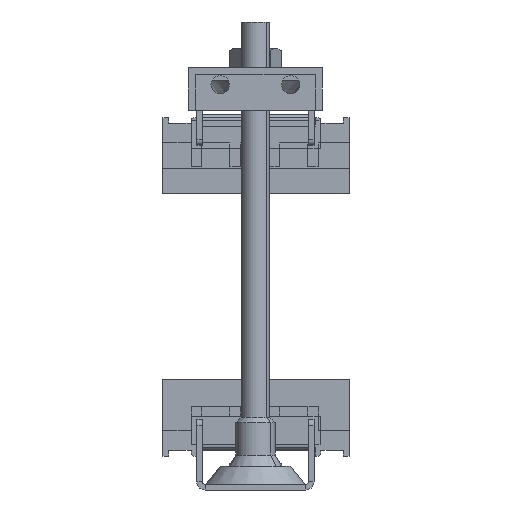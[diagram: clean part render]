
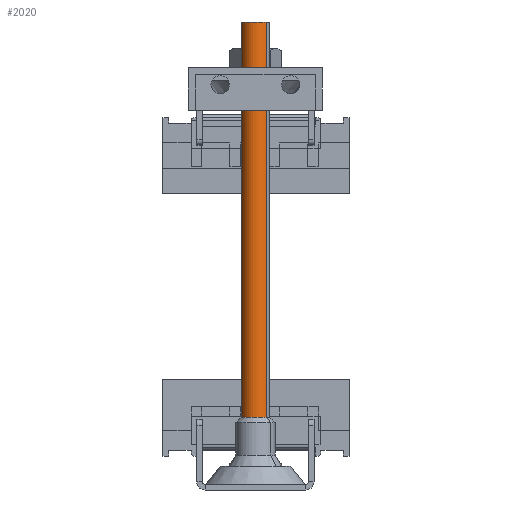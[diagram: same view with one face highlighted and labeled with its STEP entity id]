
A CAD part, front view. The second image highlights one B-rep face of the part: STEP entity #2020.
In plain terms, the highlighted cylindrical face has radius 5 mm (diameter 10 mm), a partial arc.
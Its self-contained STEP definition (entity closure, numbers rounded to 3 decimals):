
#2020=ADVANCED_FACE('',(#5615),#5616,.T.);
#5615=FACE_OUTER_BOUND('',#9225,.T.);
#5616=CYLINDRICAL_SURFACE('',#9226,5.);
#9225=EDGE_LOOP('',(#23879,#23880,#23881,#23882));
#9226=AXIS2_PLACEMENT_3D('',#23883,#23884,#23885);
#23879=ORIENTED_EDGE('',*,*,#28696,.T.);
#23880=ORIENTED_EDGE('',*,*,#28699,.T.);
#23881=ORIENTED_EDGE('',*,*,#28700,.F.);
#23882=ORIENTED_EDGE('',*,*,#28701,.F.);
#23883=CARTESIAN_POINT('',(24.837,-315.262,31.249));
#23884=DIRECTION('',(0.,0.,-1.0));
#23885=DIRECTION('',(-0.781,0.624,0.));
#28696=EDGE_CURVE('',#36520,#36521,#36522,.T.);
#28699=EDGE_CURVE('',#36521,#36525,#36526,.T.);
#28700=EDGE_CURVE('',#36527,#36525,#36528,.T.);
#28701=EDGE_CURVE('',#36520,#36527,#36529,.T.);
#36520=VERTEX_POINT('',#48776);
#36521=VERTEX_POINT('',#48777);
#36522=CIRCLE('',#48778,5.);
#36525=VERTEX_POINT('',#48783);
#36526=LINE('',#48784,#48785);
#36527=VERTEX_POINT('',#48786);
#36528=CIRCLE('',#48787,5.);
#36529=LINE('',#48788,#48789);
#48776=CARTESIAN_POINT('',(20.93,-312.141,-108.751));
#48777=CARTESIAN_POINT('',(28.744,-318.382,-108.751));
#48778=AXIS2_PLACEMENT_3D('',#54352,#54353,#54354);
#48783=CARTESIAN_POINT('',(28.744,-318.382,31.249));
#48784=CARTESIAN_POINT('',(28.744,-318.382,31.249));
#48785=VECTOR('',#54357,1000.0);
#48786=CARTESIAN_POINT('',(20.93,-312.141,31.249));
#48787=AXIS2_PLACEMENT_3D('',#54358,#54359,#54360);
#48788=CARTESIAN_POINT('',(20.93,-312.141,31.249));
#48789=VECTOR('',#54361,1000.0);
#54352=CARTESIAN_POINT('',(24.837,-315.262,-108.751));
#54353=DIRECTION('',(0.,0.,1.0));
#54354=DIRECTION('',(-0.781,0.624,0.));
#54357=DIRECTION('',(0.,0.,1.0));
#54358=CARTESIAN_POINT('',(24.837,-315.262,31.249));
#54359=DIRECTION('',(0.,0.,1.0));
#54360=DIRECTION('',(-0.781,0.624,0.));
#54361=DIRECTION('',(0.,0.,1.0));
